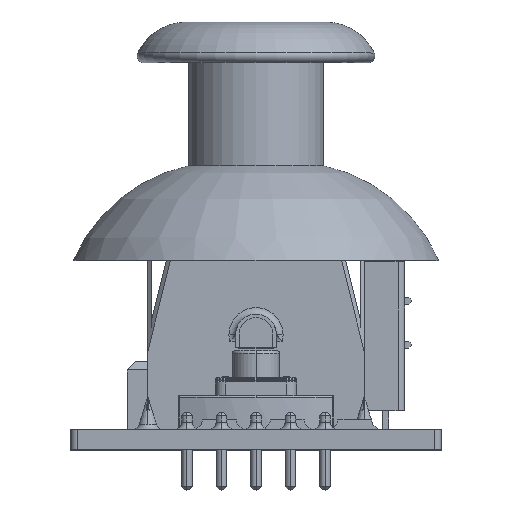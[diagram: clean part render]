
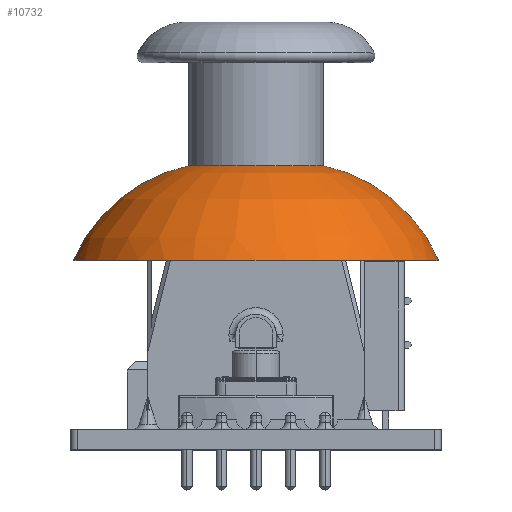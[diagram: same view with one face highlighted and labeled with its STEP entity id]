
A CAD part, top view. The second image highlights one B-rep face of the part: STEP entity #10732.
In plain terms, the highlighted toroidal (fillet/blend) face has major radius 2.472 mm and minor radius 12 mm.
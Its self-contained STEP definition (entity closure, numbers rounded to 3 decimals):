
#141 = ORIENTED_EDGE ( 'NONE', *, *, #12358, .T. ) ;
#208 = FACE_OUTER_BOUND ( 'NONE', #9175, .T. ) ;
#664 = CARTESIAN_POINT ( 'NONE',  ( -13.5, 14., 0. ) ) ;
#725 = EDGE_CURVE ( 'NONE', #10773, #12741, #11894, .T. ) ;
#1006 = AXIS2_PLACEMENT_3D ( 'NONE', #12399, #11482, #9442 ) ;
#2065 = VERTEX_POINT ( 'NONE', #4505 ) ;
#2099 = TOROIDAL_SURFACE ( 'NONE', #8141, 2.472, 12. ) ;
#3879 = AXIS2_PLACEMENT_3D ( 'NONE', #8416, #7430, #9465 ) ;
#4325 = CARTESIAN_POINT ( 'NONE',  ( 0., 9.269, 0. ) ) ;
#4505 = CARTESIAN_POINT ( 'NONE',  ( 13.5, 14., 0. ) ) ;
#5389 = DIRECTION ( 'NONE',  ( 0., 1., 0. ) ) ;
#5403 = DIRECTION ( 'NONE',  ( 0., 1., 0. ) ) ;
#5431 = ORIENTED_EDGE ( 'NONE', *, *, #9311, .F. ) ;
#5456 = EDGE_CURVE ( 'NONE', #2065, #12741, #10585, .T. ) ;
#5712 = AXIS2_PLACEMENT_3D ( 'NONE', #7865, #11916, #7005 ) ;
#5957 = CARTESIAN_POINT ( 'NONE',  ( 5., 21., 0. ) ) ;
#7005 = DIRECTION ( 'NONE',  ( -1., 0., 0. ) ) ;
#7430 = DIRECTION ( 'NONE',  ( 0., 0., 1. ) ) ;
#7865 = CARTESIAN_POINT ( 'NONE',  ( -2.472, 9.269, 0. ) ) ;
#8141 = AXIS2_PLACEMENT_3D ( 'NONE', #4325, #5389, #8349 ) ;
#8349 = DIRECTION ( 'NONE',  ( -1., 0., 0. ) ) ;
#8416 = CARTESIAN_POINT ( 'NONE',  ( 2.472, 9.269, 0. ) ) ;
#8428 = CIRCLE ( 'NONE', #5712, 12. ) ;
#9175 = EDGE_LOOP ( 'NONE', ( #141, #11481, #11120, #5431 ) ) ;
#9311 = EDGE_CURVE ( 'NONE', #12541, #10773, #8428, .T. ) ;
#9371 = CARTESIAN_POINT ( 'NONE',  ( 0., 21., 0. ) ) ;
#9442 = DIRECTION ( 'NONE',  ( -1., 0., 0. ) ) ;
#9465 = DIRECTION ( 'NONE',  ( 1., 0., 0. ) ) ;
#9512 = AXIS2_PLACEMENT_3D ( 'NONE', #9371, #5403, #12410 ) ;
#10094 = CIRCLE ( 'NONE', #1006, 13.5 ) ;
#10585 = CIRCLE ( 'NONE', #3879, 12. ) ;
#10732 = ADVANCED_FACE ( 'NONE', ( #208 ), #2099, .T. ) ;
#10773 = VERTEX_POINT ( 'NONE', #12666 ) ;
#11120 = ORIENTED_EDGE ( 'NONE', *, *, #725, .F. ) ;
#11481 = ORIENTED_EDGE ( 'NONE', *, *, #5456, .T. ) ;
#11482 = DIRECTION ( 'NONE',  ( 0., 1., 0. ) ) ;
#11894 = CIRCLE ( 'NONE', #9512, 5. ) ;
#11916 = DIRECTION ( 'NONE',  ( 0., 0., -1. ) ) ;
#12358 = EDGE_CURVE ( 'NONE', #12541, #2065, #10094, .T. ) ;
#12399 = CARTESIAN_POINT ( 'NONE',  ( 0., 14., 0. ) ) ;
#12410 = DIRECTION ( 'NONE',  ( -1., 0., 0. ) ) ;
#12541 = VERTEX_POINT ( 'NONE', #664 ) ;
#12666 = CARTESIAN_POINT ( 'NONE',  ( -5., 21., 0. ) ) ;
#12741 = VERTEX_POINT ( 'NONE', #5957 ) ;
